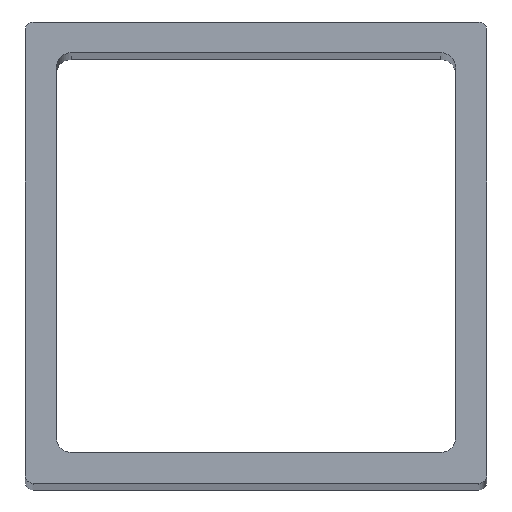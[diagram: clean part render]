
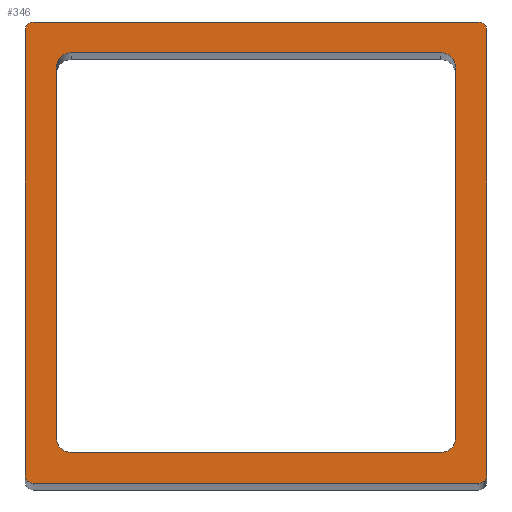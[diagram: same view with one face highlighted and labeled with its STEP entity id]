
A CAD part, top view. The second image highlights one B-rep face of the part: STEP entity #346.
In plain terms, the highlighted planar face has unit normal (0, 0, 1).
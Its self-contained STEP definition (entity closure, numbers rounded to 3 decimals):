
#16=FACE_BOUND('',#64,.T.);
#26=PLANE('',#388);
#44=FACE_OUTER_BOUND('',#63,.T.);
#63=EDGE_LOOP('',(#305,#306,#307,#308,#309,#310,#311,#312));
#64=EDGE_LOOP('',(#313,#314,#315,#316,#317,#318,#319,#320));
#67=LINE('',#503,#99);
#71=LINE('',#515,#103);
#76=LINE('',#530,#108);
#80=LINE('',#542,#112);
#84=LINE('',#554,#116);
#88=LINE('',#565,#120);
#91=LINE('',#575,#123);
#95=LINE('',#586,#127);
#99=VECTOR('',#401,10.);
#103=VECTOR('',#413,10.);
#108=VECTOR('',#426,10.);
#112=VECTOR('',#438,10.);
#116=VECTOR('',#450,10.);
#120=VECTOR('',#462,10.);
#123=VECTOR('',#473,10.);
#127=VECTOR('',#485,10.);
#129=CIRCLE('',#356,4.);
#131=CIRCLE('',#360,4.);
#133=CIRCLE('',#364,2.);
#135=CIRCLE('',#368,2.);
#137=CIRCLE('',#372,4.);
#139=CIRCLE('',#376,4.);
#141=CIRCLE('',#380,2.);
#143=CIRCLE('',#384,2.);
#145=VERTEX_POINT('',#493);
#146=VERTEX_POINT('',#494);
#149=VERTEX_POINT('',#502);
#151=VERTEX_POINT('',#508);
#153=VERTEX_POINT('',#514);
#155=VERTEX_POINT('',#520);
#156=VERTEX_POINT('',#521);
#159=VERTEX_POINT('',#529);
#161=VERTEX_POINT('',#535);
#163=VERTEX_POINT('',#541);
#165=VERTEX_POINT('',#547);
#167=VERTEX_POINT('',#553);
#169=VERTEX_POINT('',#559);
#171=VERTEX_POINT('',#568);
#173=VERTEX_POINT('',#574);
#175=VERTEX_POINT('',#580);
#177=EDGE_CURVE('',#145,#146,#129,.T.);
#181=EDGE_CURVE('',#146,#149,#67,.T.);
#184=EDGE_CURVE('',#149,#151,#131,.T.);
#187=EDGE_CURVE('',#151,#153,#71,.T.);
#190=EDGE_CURVE('',#155,#156,#133,.T.);
#194=EDGE_CURVE('',#156,#159,#76,.T.);
#197=EDGE_CURVE('',#159,#161,#135,.T.);
#200=EDGE_CURVE('',#161,#163,#80,.T.);
#203=EDGE_CURVE('',#153,#165,#137,.T.);
#206=EDGE_CURVE('',#167,#145,#84,.T.);
#209=EDGE_CURVE('',#169,#167,#139,.T.);
#212=EDGE_CURVE('',#165,#169,#88,.T.);
#214=EDGE_CURVE('',#163,#171,#141,.T.);
#217=EDGE_CURVE('',#171,#173,#91,.T.);
#220=EDGE_CURVE('',#173,#175,#143,.T.);
#223=EDGE_CURVE('',#175,#155,#95,.T.);
#305=ORIENTED_EDGE('',*,*,#214,.F.);
#306=ORIENTED_EDGE('',*,*,#200,.F.);
#307=ORIENTED_EDGE('',*,*,#197,.F.);
#308=ORIENTED_EDGE('',*,*,#194,.F.);
#309=ORIENTED_EDGE('',*,*,#190,.F.);
#310=ORIENTED_EDGE('',*,*,#223,.F.);
#311=ORIENTED_EDGE('',*,*,#220,.F.);
#312=ORIENTED_EDGE('',*,*,#217,.F.);
#313=ORIENTED_EDGE('',*,*,#203,.F.);
#314=ORIENTED_EDGE('',*,*,#187,.F.);
#315=ORIENTED_EDGE('',*,*,#184,.F.);
#316=ORIENTED_EDGE('',*,*,#181,.F.);
#317=ORIENTED_EDGE('',*,*,#177,.F.);
#318=ORIENTED_EDGE('',*,*,#206,.F.);
#319=ORIENTED_EDGE('',*,*,#209,.F.);
#320=ORIENTED_EDGE('',*,*,#212,.F.);
#346=ADVANCED_FACE('',(#44,#16),#26,.T.);
#356=AXIS2_PLACEMENT_3D('',#495,#393,#394);
#360=AXIS2_PLACEMENT_3D('',#509,#406,#407);
#364=AXIS2_PLACEMENT_3D('',#522,#418,#419);
#368=AXIS2_PLACEMENT_3D('',#536,#431,#432);
#372=AXIS2_PLACEMENT_3D('',#548,#443,#444);
#376=AXIS2_PLACEMENT_3D('',#560,#455,#456);
#380=AXIS2_PLACEMENT_3D('',#569,#466,#467);
#384=AXIS2_PLACEMENT_3D('',#581,#478,#479);
#388=AXIS2_PLACEMENT_3D('',#589,#489,#490);
#393=DIRECTION('center_axis',(0.,0.,1.));
#394=DIRECTION('ref_axis',(1.,0.,0.));
#401=DIRECTION('',(1.,0.,0.));
#406=DIRECTION('center_axis',(0.,0.,1.));
#407=DIRECTION('ref_axis',(0.,1.,0.));
#413=DIRECTION('',(0.,1.,0.));
#418=DIRECTION('center_axis',(0.,0.,-1.));
#419=DIRECTION('ref_axis',(1.,0.,0.));
#426=DIRECTION('',(0.,1.,0.));
#431=DIRECTION('center_axis',(0.,0.,-1.));
#432=DIRECTION('ref_axis',(0.,-1.,0.));
#438=DIRECTION('',(1.,0.,0.));
#443=DIRECTION('center_axis',(0.,0.,1.));
#444=DIRECTION('ref_axis',(-1.,0.,0.));
#450=DIRECTION('',(0.,-1.,0.));
#455=DIRECTION('center_axis',(0.,0.,1.));
#456=DIRECTION('ref_axis',(0.,-1.,0.));
#462=DIRECTION('',(-1.,0.,0.));
#466=DIRECTION('center_axis',(0.,0.,-1.));
#467=DIRECTION('ref_axis',(-1.,0.,0.));
#473=DIRECTION('',(0.,-1.,0.));
#478=DIRECTION('center_axis',(0.,0.,-1.));
#479=DIRECTION('ref_axis',(0.,1.,0.));
#485=DIRECTION('',(-1.,0.,0.));
#489=DIRECTION('center_axis',(0.,0.,1.));
#490=DIRECTION('ref_axis',(1.,0.,0.));
#493=CARTESIAN_POINT('',(-52.,-48.,1000.));
#494=CARTESIAN_POINT('',(-48.,-52.,1000.));
#495=CARTESIAN_POINT('Origin',(-48.,-48.,1000.));
#502=CARTESIAN_POINT('',(48.,-52.,1000.));
#503=CARTESIAN_POINT('',(-24.,-52.,1000.));
#508=CARTESIAN_POINT('',(52.,-48.,1000.));
#509=CARTESIAN_POINT('Origin',(48.,-48.,1000.));
#514=CARTESIAN_POINT('',(52.,48.,1000.));
#515=CARTESIAN_POINT('',(52.,-24.,1000.));
#520=CARTESIAN_POINT('',(-58.,-60.,1000.));
#521=CARTESIAN_POINT('',(-60.,-58.,1000.));
#522=CARTESIAN_POINT('Origin',(-58.,-58.,1000.));
#529=CARTESIAN_POINT('',(-60.,58.,1000.));
#530=CARTESIAN_POINT('',(-60.,29.,1000.));
#535=CARTESIAN_POINT('',(-58.,60.,1000.));
#536=CARTESIAN_POINT('Origin',(-58.,58.,1000.));
#541=CARTESIAN_POINT('',(58.,60.,1000.));
#542=CARTESIAN_POINT('',(29.,60.,1000.));
#547=CARTESIAN_POINT('',(48.,52.,1000.));
#548=CARTESIAN_POINT('Origin',(48.,48.,1000.));
#553=CARTESIAN_POINT('',(-52.,48.,1000.));
#554=CARTESIAN_POINT('',(-52.,24.,1000.));
#559=CARTESIAN_POINT('',(-48.,52.,1000.));
#560=CARTESIAN_POINT('Origin',(-48.,48.,1000.));
#565=CARTESIAN_POINT('',(24.,52.,1000.));
#568=CARTESIAN_POINT('',(60.,58.,1000.));
#569=CARTESIAN_POINT('Origin',(58.,58.,1000.));
#574=CARTESIAN_POINT('',(60.,-58.,1000.));
#575=CARTESIAN_POINT('',(60.,-29.,1000.));
#580=CARTESIAN_POINT('',(58.,-60.,1000.));
#581=CARTESIAN_POINT('Origin',(58.,-58.,1000.));
#586=CARTESIAN_POINT('',(-29.,-60.,1000.));
#589=CARTESIAN_POINT('Origin',(0.,0.,
1000.));
